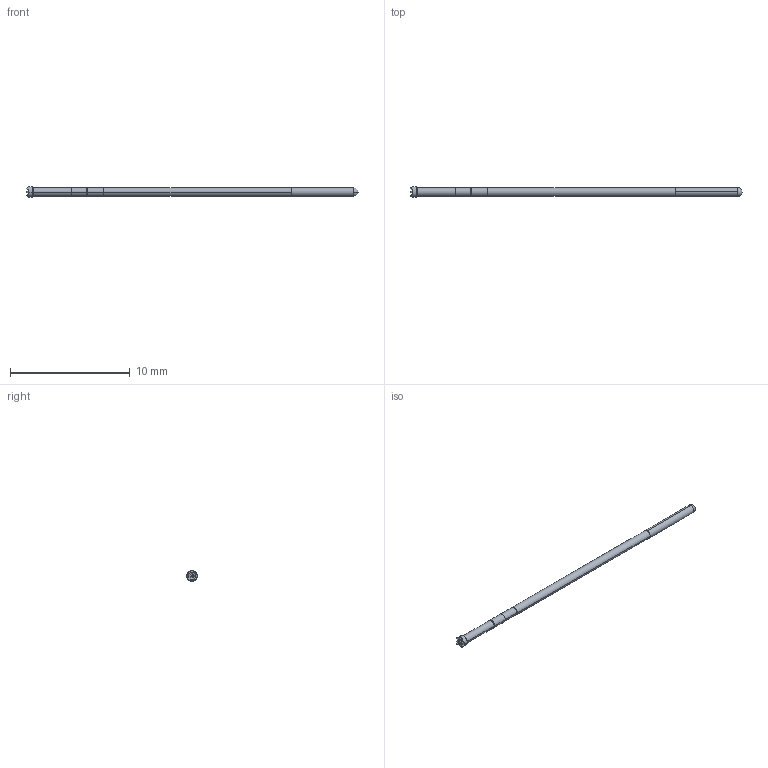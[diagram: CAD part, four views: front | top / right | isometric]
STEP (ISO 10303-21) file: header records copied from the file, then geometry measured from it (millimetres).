
FILE_DESCRIPTION (( 'STEP AP214' ), '1' );
FILE_NAME ('050-PLP1609_.STEP', '2016-03-25T14:44:05', ( 'u2' ), ( '' ), 'SwSTEP 2.0', 'SolidWorks 2016', '' );
FILE_SCHEMA (( 'AUTOMOTIVE_DESIGN' ));
Length unit declared in the file: inch
Products named in the file (1): 050-PLP1609_
Bounding box: 27.69 x 0.89 x 0.89 mm (x, y, z)
Volume: 11.1 mm3; surface area: 63.1 mm2
Topology: 1 solids, 1 shells, 61 faces, 158 edges, 99 vertices
Faces by surface type: plane 39, cylinder 12, cone 8, sphere 2
Entity records: 2467 total; most frequent: CARTESIAN_POINT 335, ORIENTED_EDGE 312, DIRECTION 300, EDGE_CURVE 156, VECTOR 124, LINE 124, VERTEX_POINT 99, AXIS2_PLACEMENT_3D 88
